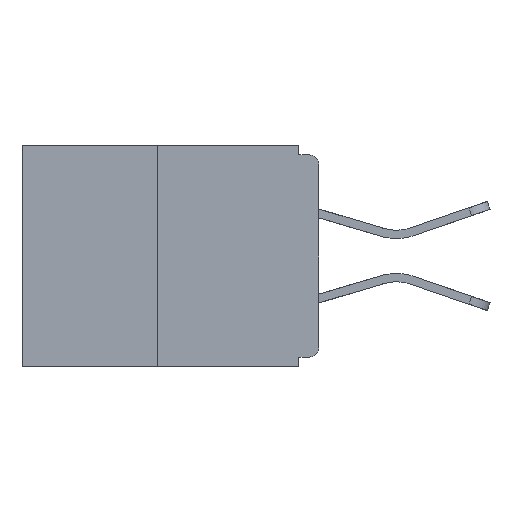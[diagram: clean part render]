
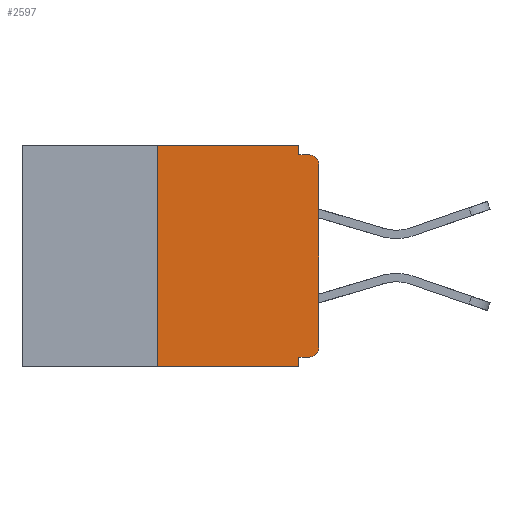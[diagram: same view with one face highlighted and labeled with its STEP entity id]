
A CAD part, left-side view. The second image highlights one B-rep face of the part: STEP entity #2597.
In plain terms, the highlighted planar face has unit normal (-1, 0, 0).
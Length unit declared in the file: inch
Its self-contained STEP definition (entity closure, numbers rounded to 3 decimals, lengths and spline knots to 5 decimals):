
#312 = AXIS2_PLACEMENT_3D ( 'NONE', #6231, #23502, #17069 ) ;
#392 = CIRCLE ( 'NONE', #26899, 0.015 ) ;
#453 = EDGE_LOOP ( 'NONE', ( #17609, #24688, #544, #6923, #6671, #25649, #24183, #21231, #9747, #3701 ) ) ;
#544 = ORIENTED_EDGE ( 'NONE', *, *, #12390, .T. ) ;
#849 = DIRECTION ( 'NONE',  ( 0., 0., -1. ) ) ;
#1358 = VERTEX_POINT ( 'NONE', #24487 ) ;
#1818 = CARTESIAN_POINT ( 'NONE',  ( 0., 0.015, -0.313 ) ) ;
#2164 = CARTESIAN_POINT ( 'NONE',  ( 0., 0.25, -0.343 ) ) ;
#2595 = CARTESIAN_POINT ( 'NONE',  ( 0., 0.015, -0.03 ) ) ;
#2597 = ADVANCED_FACE ( 'NONE', ( #27217 ), #19346, .F. ) ;
#2781 = DIRECTION ( 'NONE',  ( -1., 0., 0. ) ) ;
#2801 = VERTEX_POINT ( 'NONE', #23871 ) ;
#3336 = LINE ( 'NONE', #27635, #20597 ) ;
#3363 = LINE ( 'NONE', #5188, #11874 ) ;
#3454 = DIRECTION ( 'NONE',  ( 0., 0., -1. ) ) ;
#3662 = AXIS2_PLACEMENT_3D ( 'NONE', #2595, #2781, #849 ) ;
#3701 = ORIENTED_EDGE ( 'NONE', *, *, #20401, .F. ) ;
#4029 = EDGE_CURVE ( 'NONE', #17929, #2801, #22556, .T. ) ;
#4389 = LINE ( 'NONE', #11552, #24992 ) ;
#5188 = CARTESIAN_POINT ( 'NONE',  ( 0., 0.031, 0. ) ) ;
#6231 = CARTESIAN_POINT ( 'NONE',  ( 0., 0.46, 0. ) ) ;
#6271 = CARTESIAN_POINT ( 'NONE',  ( 0., 0.46, 0. ) ) ;
#6300 = DIRECTION ( 'NONE',  ( 0., -1., 0. ) ) ;
#6671 = ORIENTED_EDGE ( 'NONE', *, *, #12315, .F. ) ;
#6734 = CARTESIAN_POINT ( 'NONE',  ( 0., 0.015, -0.328 ) ) ;
#6923 = ORIENTED_EDGE ( 'NONE', *, *, #27042, .F. ) ;
#7795 = VECTOR ( 'NONE', #26288, 39.37008 ) ;
#7827 = VECTOR ( 'NONE', #25566, 39.37008 ) ;
#8051 = VECTOR ( 'NONE', #20422, 39.37008 ) ;
#8204 = DIRECTION ( 'NONE',  ( -1., 0., 0. ) ) ;
#8935 = CARTESIAN_POINT ( 'NONE',  ( 0., 0.015, -0.015 ) ) ;
#9747 = ORIENTED_EDGE ( 'NONE', *, *, #13645, .F. ) ;
#10173 = LINE ( 'NONE', #20870, #7827 ) ;
#11195 = LINE ( 'NONE', #21949, #7795 ) ;
#11530 = CARTESIAN_POINT ( 'NONE',  ( 0., 0.031, -0.328 ) ) ;
#11552 = CARTESIAN_POINT ( 'NONE',  ( 0., 0.46, -0.343 ) ) ;
#11559 = CARTESIAN_POINT ( 'NONE',  ( 0., 0., 0. ) ) ;
#11652 = DIRECTION ( 'NONE',  ( 0., -1., 0. ) ) ;
#11874 = VECTOR ( 'NONE', #3454, 39.37008 ) ;
#12315 = EDGE_CURVE ( 'NONE', #26201, #23748, #11195, .T. ) ;
#12370 = CIRCLE ( 'NONE', #3662, 0.015 ) ;
#12372 = CARTESIAN_POINT ( 'NONE',  ( 0., 0.25, 0. ) ) ;
#12390 = EDGE_CURVE ( 'NONE', #26811, #17461, #4389, .T. ) ;
#12396 = DIRECTION ( 'NONE',  ( 0., 0., 1. ) ) ;
#12686 = LINE ( 'NONE', #25666, #16061 ) ;
#12885 = VERTEX_POINT ( 'NONE', #12372 ) ;
#13645 = EDGE_CURVE ( 'NONE', #1358, #24175, #3336, .T. ) ;
#13810 = LINE ( 'NONE', #6271, #26609 ) ;
#14134 = VERTEX_POINT ( 'NONE', #23615 ) ;
#16061 = VECTOR ( 'NONE', #12396, 39.37008 ) ;
#16229 = EDGE_CURVE ( 'NONE', #12885, #14134, #13810, .T. ) ;
#17069 = DIRECTION ( 'NONE',  ( 0., 0., -1. ) ) ;
#17089 = CARTESIAN_POINT ( 'NONE',  ( 0., 0., -0.313 ) ) ;
#17461 = VERTEX_POINT ( 'NONE', #25401 ) ;
#17609 = ORIENTED_EDGE ( 'NONE', *, *, #16229, .F. ) ;
#17765 = EDGE_CURVE ( 'NONE', #2801, #24175, #12370, .T. ) ;
#17929 = VERTEX_POINT ( 'NONE', #17089 ) ;
#19081 = EDGE_CURVE ( 'NONE', #26201, #17929, #392, .T. ) ;
#19130 = DIRECTION ( 'NONE',  ( 0., 0., -1. ) ) ;
#19346 = PLANE ( 'NONE',  #312 ) ;
#20401 = EDGE_CURVE ( 'NONE', #14134, #1358, #3363, .T. ) ;
#20422 = DIRECTION ( 'NONE',  ( 0., 0., 1. ) ) ;
#20597 = VECTOR ( 'NONE', #6300, 39.37008 ) ;
#20870 = CARTESIAN_POINT ( 'NONE',  ( 0., 0.031, -0.343 ) ) ;
#21231 = ORIENTED_EDGE ( 'NONE', *, *, #17765, .T. ) ;
#21670 = DIRECTION ( 'NONE',  ( 0., -1., 0. ) ) ;
#21949 = CARTESIAN_POINT ( 'NONE',  ( 0., 0., -0.328 ) ) ;
#22556 = LINE ( 'NONE', #11559, #8051 ) ;
#23502 = DIRECTION ( 'NONE',  ( 1., 0., 0. ) ) ;
#23615 = CARTESIAN_POINT ( 'NONE',  ( 0., 0.031, 0. ) ) ;
#23748 = VERTEX_POINT ( 'NONE', #11530 ) ;
#23871 = CARTESIAN_POINT ( 'NONE',  ( 0., 0., -0.03 ) ) ;
#24175 = VERTEX_POINT ( 'NONE', #8935 ) ;
#24183 = ORIENTED_EDGE ( 'NONE', *, *, #4029, .T. ) ;
#24487 = CARTESIAN_POINT ( 'NONE',  ( 0., 0.031, -0.015 ) ) ;
#24688 = ORIENTED_EDGE ( 'NONE', *, *, #25206, .F. ) ;
#24992 = VECTOR ( 'NONE', #11652, 39.37008 ) ;
#25206 = EDGE_CURVE ( 'NONE', #26811, #12885, #12686, .T. ) ;
#25401 = CARTESIAN_POINT ( 'NONE',  ( 0., 0.031, -0.343 ) ) ;
#25566 = DIRECTION ( 'NONE',  ( 0., 0., -1. ) ) ;
#25649 = ORIENTED_EDGE ( 'NONE', *, *, #19081, .T. ) ;
#25666 = CARTESIAN_POINT ( 'NONE',  ( 0., 0.25, 0. ) ) ;
#26201 = VERTEX_POINT ( 'NONE', #6734 ) ;
#26288 = DIRECTION ( 'NONE',  ( 0., 1., 0. ) ) ;
#26609 = VECTOR ( 'NONE', #21670, 39.37008 ) ;
#26811 = VERTEX_POINT ( 'NONE', #2164 ) ;
#26899 = AXIS2_PLACEMENT_3D ( 'NONE', #1818, #8204, #19130 ) ;
#27042 = EDGE_CURVE ( 'NONE', #23748, #17461, #10173, .T. ) ;
#27217 = FACE_OUTER_BOUND ( 'NONE', #453, .T. ) ;
#27635 = CARTESIAN_POINT ( 'NONE',  ( 0., 0., -0.015 ) ) ;
